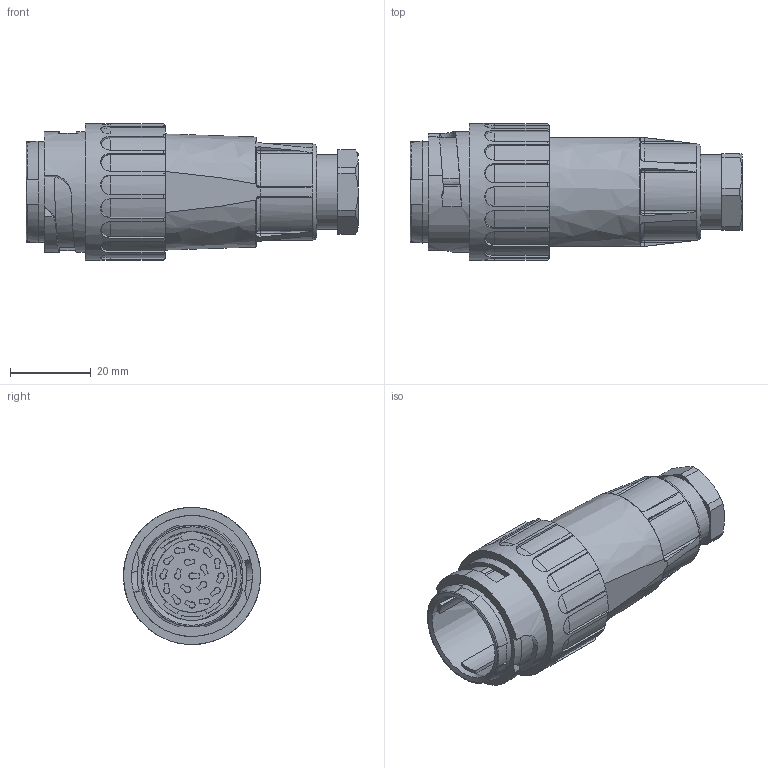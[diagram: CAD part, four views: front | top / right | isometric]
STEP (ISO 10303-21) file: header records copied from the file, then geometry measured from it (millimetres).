
FILE_DESCRIPTION((''),'2;1');
FILE_NAME('C016_10H017_002_1_Reduziert.stp', '2010-04-21T14:20:07',('User'),('SDRC'),'I-DEAS Master Series','UNIX','Yes');
FILE_SCHEMA(('CONFIG_CONTROL_DESIGN', 'GEOMETRIC_VALIDATION_PROPERTIES_MIM','SHAPE_APPEARANCE_LAYER_MIM'));
Length unit declared in the file: millimetre
Assembly tree (7 placements, depth 0):
Bounding box: 82.35 x 34 x 34 mm (x, y, z)
Volume: 31493.2 mm3; surface area: 26031.4 mm2
Topology: 7 solids, 7 shells, 577 faces, 1507 edges, 955 vertices
Faces by surface type: bspline 577
Entity records: 19892 total; most frequent: CARTESIAN_POINT 10253, ORIENTED_EDGE 2922, EDGE_CURVE 1461, VERTEX_POINT 923, EDGE_LOOP 614, FACE_OUTER_BOUND 577, ADVANCED_FACE 577, B_SPLINE_CURVE_WITH_KNOTS 535
